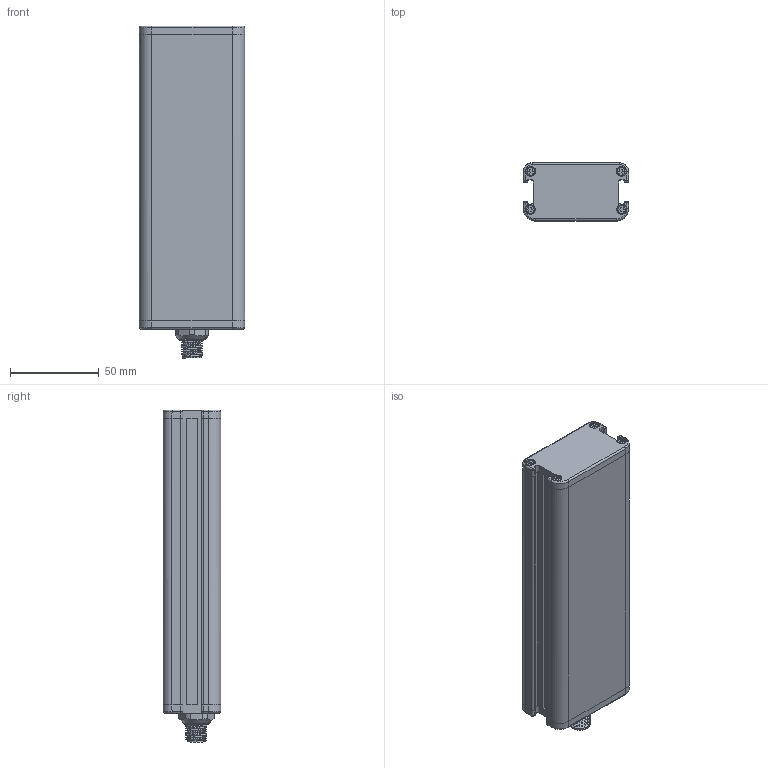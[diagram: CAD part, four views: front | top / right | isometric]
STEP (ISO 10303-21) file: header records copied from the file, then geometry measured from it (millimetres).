
FILE_DESCRIPTION((''),'2;1');
FILE_NAME('155082_SW','2010-12-02T',('banengservice'),('BANNER ENGINEERING'),'PRO/ENGINEER BY PARAMETRIC TECHNOLOGY CORPORATION, 2009141','PRO/ENGINEER BY PARAMETRIC TECHNOLOGY CORPORATION, 2009141','');
FILE_SCHEMA(('CONFIG_CONTROL_DESIGN'));
Length unit declared in the file: inch
Products named in the file (1): 155082_SW
Bounding box: 59.4 x 32.6 x 187.16 mm (x, y, z)
Volume: 120385.1 mm3; surface area: 78265.8 mm2
Topology: 1 solids, 1 shells, 637 faces, 1741 edges, 1118 vertices
Faces by surface type: plane 334, cylinder 225, bspline 32, cone 20, torus 18, sphere 8
Entity records: 28380 total; most frequent: CARTESIAN_POINT 12135, ORIENTED_EDGE 3482, DIRECTION 3321, EDGE_CURVE 1741, AXIS2_PLACEMENT_3D 1169, VERTEX_POINT 1118, VECTOR 983, LINE 983
